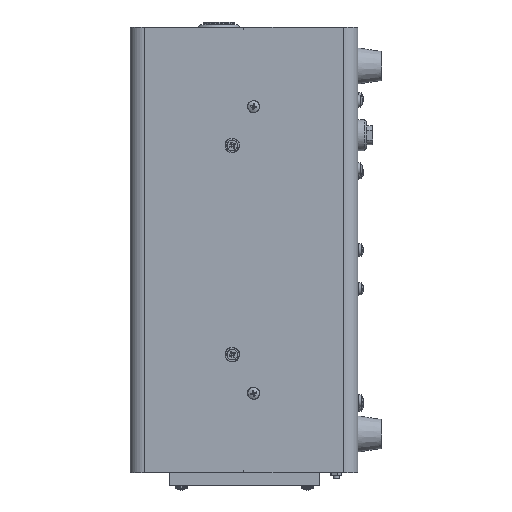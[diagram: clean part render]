
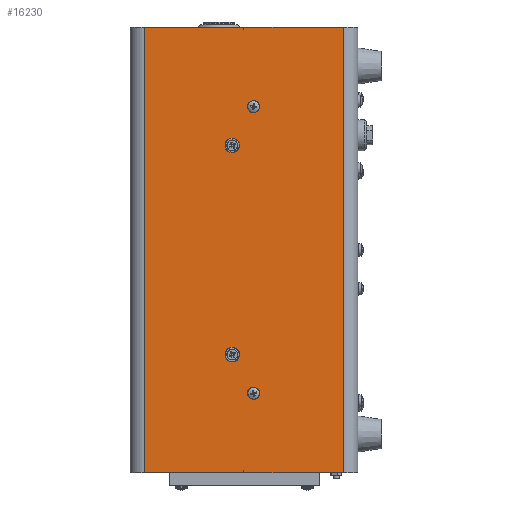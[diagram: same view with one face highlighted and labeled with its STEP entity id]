
A CAD part, left-side view. The second image highlights one B-rep face of the part: STEP entity #16230.
In plain terms, the highlighted planar face has unit normal (-1, 0, 0).
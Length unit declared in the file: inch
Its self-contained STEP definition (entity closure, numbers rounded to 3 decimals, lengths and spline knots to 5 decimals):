
#20 = CIRCLE ( 'NONE', #24257, 0.06 ) ;
#229 = CARTESIAN_POINT ( 'NONE',  ( -5.625, 3.24, 2.52178 ) ) ;
#332 = CARTESIAN_POINT ( 'NONE',  ( -5.625, 2.73517, -3.54914 ) ) ;
#454 = DIRECTION ( 'NONE',  ( 0., 0., -1. ) ) ;
#751 = VERTEX_POINT ( 'NONE', #1663 ) ;
#938 = CARTESIAN_POINT ( 'NONE',  ( -5.625, 2.94, -5.75 ) ) ;
#1085 = DIRECTION ( 'NONE',  ( -1., 0., 0. ) ) ;
#1323 = DIRECTION ( 'NONE',  ( 0., 0., 1. ) ) ;
#1442 = LINE ( 'NONE', #22539, #28130 ) ;
#1533 = CARTESIAN_POINT ( 'NONE',  ( -5.625, 3.24, -2.7 ) ) ;
#1599 = DIRECTION ( 'NONE',  ( -1., 0., 0. ) ) ;
#1663 = CARTESIAN_POINT ( 'NONE',  ( -5.625, 2.94, 5.69 ) ) ;
#1803 = AXIS2_PLACEMENT_3D ( 'NONE', #18407, #18399, #18374 ) ;
#1822 = CIRCLE ( 'NONE', #1803, 0.06 ) ;
#1846 = CARTESIAN_POINT ( 'NONE',  ( -5.625, 3., 5.69 ) ) ;
#2605 = CIRCLE ( 'NONE', #11174, 0.15748 ) ;
#2886 = DIRECTION ( 'NONE',  ( 0., 0., -1. ) ) ;
#3073 = EDGE_CURVE ( 'NONE', #21560, #21299, #1822, .T. ) ;
#3295 = VERTEX_POINT ( 'NONE', #16766 ) ;
#3415 = CARTESIAN_POINT ( 'NONE',  ( -5.625, 2.94, 5.75 ) ) ;
#3521 = EDGE_LOOP ( 'NONE', ( #27181, #27051, #11423, #26764, #26687, #26559, #26274, #26248, #25898, #25894 ) ) ;
#3547 = DIRECTION ( 'NONE',  ( 0., 0., -1. ) ) ;
#3555 = CARTESIAN_POINT ( 'NONE',  ( -5.625, 2.94, 5.75 ) ) ;
#4557 = DIRECTION ( 'NONE',  ( 0., -1., 0. ) ) ;
#4739 = CARTESIAN_POINT ( 'NONE',  ( -5.625, 2.94, 5.75 ) ) ;
#5190 = LINE ( 'NONE', #9637, #7325 ) ;
#6112 = VERTEX_POINT ( 'NONE', #20055 ) ;
#6599 = LINE ( 'NONE', #16760, #7271 ) ;
#6630 = VERTEX_POINT ( 'NONE', #11668 ) ;
#7067 = EDGE_CURVE ( 'NONE', #3295, #6112, #24269, .T. ) ;
#7271 = VECTOR ( 'NONE', #16245, 39.37008 ) ;
#7325 = VECTOR ( 'NONE', #9438, 39.37008 ) ;
#7474 = VECTOR ( 'NONE', #3547, 39.37008 ) ;
#8071 = VERTEX_POINT ( 'NONE', #332 ) ;
#8863 = AXIS2_PLACEMENT_3D ( 'NONE', #1533, #1085, #454 ) ;
#9345 = CIRCLE ( 'NONE', #20531, 0.17822 ) ;
#9438 = DIRECTION ( 'NONE',  ( 0., 0., 1. ) ) ;
#9637 = CARTESIAN_POINT ( 'NONE',  ( -5.625, 5.505, -5.75 ) ) ;
#9713 = EDGE_CURVE ( 'NONE', #11177, #6630, #1442, .T. ) ;
#10054 = DIRECTION ( 'NONE',  ( 0., 0., -1. ) ) ;
#10062 = DIRECTION ( 'NONE',  ( 1., 0., 0. ) ) ;
#10153 = CARTESIAN_POINT ( 'NONE',  ( -5.625, 3.24, 2.7 ) ) ;
#10420 = EDGE_CURVE ( 'NONE', #21299, #22372, #24487, .T. ) ;
#10443 = VECTOR ( 'NONE', #2886, 39.37008 ) ;
#11032 = CARTESIAN_POINT ( 'NONE',  ( -5.625, 3., 5.75 ) ) ;
#11174 = AXIS2_PLACEMENT_3D ( 'NONE', #21867, #21861, #21831 ) ;
#11177 = VERTEX_POINT ( 'NONE', #11032 ) ;
#11423 = ORIENTED_EDGE ( 'NONE', *, *, #7067, .F. ) ;
#11499 = VECTOR ( 'NONE', #4557, 39.37008 ) ;
#11668 = CARTESIAN_POINT ( 'NONE',  ( -5.625, 5.505, 5.75 ) ) ;
#11790 = CARTESIAN_POINT ( 'NONE',  ( -5.625, 0.375, 5.75 ) ) ;
#12292 = LINE ( 'NONE', #3415, #10443 ) ;
#12542 = EDGE_CURVE ( 'NONE', #751, #11177, #20, .T. ) ;
#13911 = CIRCLE ( 'NONE', #8863, 0.17822 ) ;
#14351 = AXIS2_PLACEMENT_3D ( 'NONE', #26480, #26257, #26220 ) ;
#15165 = VERTEX_POINT ( 'NONE', #20519 ) ;
#15248 = EDGE_CURVE ( 'NONE', #22372, #22765, #6599, .T. ) ;
#15386 = CARTESIAN_POINT ( 'NONE',  ( -5.625, 2.53393, 3.67898 ) ) ;
#15421 = EDGE_CURVE ( 'NONE', #28318, #28318, #9345, .T. ) ;
#15590 = EDGE_CURVE ( 'NONE', #3295, #751, #12292, .T. ) ;
#15966 = VERTEX_POINT ( 'NONE', #16054 ) ;
#16054 = CARTESIAN_POINT ( 'NONE',  ( -5.625, 3.24, -2.87822 ) ) ;
#16230 = ADVANCED_FACE ( 'NONE', ( #23550, #23898, #23572, #23527, #23631 ), #26445, .F. ) ;
#16245 = DIRECTION ( 'NONE',  ( 0., -1., 0. ) ) ;
#16760 = CARTESIAN_POINT ( 'NONE',  ( -5.625, 2.94, -5.75 ) ) ;
#16766 = CARTESIAN_POINT ( 'NONE',  ( -5.625, 2.94, 5.75 ) ) ;
#16837 = LINE ( 'NONE', #11790, #19290 ) ;
#18374 = DIRECTION ( 'NONE',  ( 0., 0., 1. ) ) ;
#18399 = DIRECTION ( 'NONE',  ( -1., 0., 0. ) ) ;
#18407 = CARTESIAN_POINT ( 'NONE',  ( -5.625, 3., -5.69 ) ) ;
#18536 = CARTESIAN_POINT ( 'NONE',  ( -5.625, 3., -5.75 ) ) ;
#19005 = EDGE_CURVE ( 'NONE', #21547, #21547, #2605, .T. ) ;
#19290 = VECTOR ( 'NONE', #29066, 39.37008 ) ;
#19463 = CARTESIAN_POINT ( 'NONE',  ( -5.625, 2.94, -5.75 ) ) ;
#19855 = EDGE_LOOP ( 'NONE', ( #27674 ) ) ;
#20055 = CARTESIAN_POINT ( 'NONE',  ( -5.625, 0.375, 5.75 ) ) ;
#20483 = DIRECTION ( 'NONE',  ( 0., 0.287, 0.958 ) ) ;
#20519 = CARTESIAN_POINT ( 'NONE',  ( -5.625, 5.505, -5.75 ) ) ;
#20531 = AXIS2_PLACEMENT_3D ( 'NONE', #10153, #10062, #10054 ) ;
#20612 = DIRECTION ( 'NONE',  ( -1., 0., 0. ) ) ;
#20641 = CIRCLE ( 'NONE', #28954, 0.15748 ) ;
#20652 = CARTESIAN_POINT ( 'NONE',  ( -5.625, 2.69, -3.7 ) ) ;
#21299 = VERTEX_POINT ( 'NONE', #22368 ) ;
#21527 = DIRECTION ( 'NONE',  ( 0., 1., 0. ) ) ;
#21547 = VERTEX_POINT ( 'NONE', #15386 ) ;
#21560 = VERTEX_POINT ( 'NONE', #18536 ) ;
#21699 = EDGE_LOOP ( 'NONE', ( #27982 ) ) ;
#21831 = DIRECTION ( 'NONE',  ( 0., -0.991, -0.133 ) ) ;
#21861 = DIRECTION ( 'NONE',  ( -1., 0., 0. ) ) ;
#21867 = CARTESIAN_POINT ( 'NONE',  ( -5.625, 2.69, 3.7 ) ) ;
#22368 = CARTESIAN_POINT ( 'NONE',  ( -5.625, 2.94, -5.69 ) ) ;
#22372 = VERTEX_POINT ( 'NONE', #938 ) ;
#22535 = DIRECTION ( 'NONE',  ( 0., 1., 0. ) ) ;
#22539 = CARTESIAN_POINT ( 'NONE',  ( -5.625, 2.94, 5.75 ) ) ;
#22765 = VERTEX_POINT ( 'NONE', #23405 ) ;
#22804 = EDGE_CURVE ( 'NONE', #8071, #8071, #20641, .T. ) ;
#23405 = CARTESIAN_POINT ( 'NONE',  ( -5.625, 0.375, -5.75 ) ) ;
#23527 = FACE_BOUND ( 'NONE', #19855, .T. ) ;
#23550 = FACE_BOUND ( 'NONE', #25363, .T. ) ;
#23572 = FACE_BOUND ( 'NONE', #26145, .T. ) ;
#23631 = FACE_OUTER_BOUND ( 'NONE', #3521, .T. ) ;
#23898 = FACE_BOUND ( 'NONE', #21699, .T. ) ;
#24257 = AXIS2_PLACEMENT_3D ( 'NONE', #1846, #1599, #1323 ) ;
#24269 = LINE ( 'NONE', #4739, #11499 ) ;
#24487 = LINE ( 'NONE', #3555, #7474 ) ;
#24521 = LINE ( 'NONE', #19463, #27590 ) ;
#25363 = EDGE_LOOP ( 'NONE', ( #28057 ) ) ;
#25649 = EDGE_CURVE ( 'NONE', #21560, #15165, #24521, .T. ) ;
#25894 = ORIENTED_EDGE ( 'NONE', *, *, #10420, .T. ) ;
#25898 = ORIENTED_EDGE ( 'NONE', *, *, #3073, .T. ) ;
#26145 = EDGE_LOOP ( 'NONE', ( #27716 ) ) ;
#26174 = EDGE_CURVE ( 'NONE', #15966, #15966, #13911, .T. ) ;
#26220 = DIRECTION ( 'NONE',  ( 0., 0., -1. ) ) ;
#26248 = ORIENTED_EDGE ( 'NONE', *, *, #25649, .F. ) ;
#26257 = DIRECTION ( 'NONE',  ( 1., 0., 0. ) ) ;
#26274 = ORIENTED_EDGE ( 'NONE', *, *, #28656, .F. ) ;
#26339 = EDGE_CURVE ( 'NONE', #6112, #22765, #16837, .T. ) ;
#26445 = PLANE ( 'NONE',  #14351 ) ;
#26480 = CARTESIAN_POINT ( 'NONE',  ( -5.625, 2.94, 5.75 ) ) ;
#26559 = ORIENTED_EDGE ( 'NONE', *, *, #9713, .T. ) ;
#26687 = ORIENTED_EDGE ( 'NONE', *, *, #12542, .T. ) ;
#26764 = ORIENTED_EDGE ( 'NONE', *, *, #15590, .T. ) ;
#27051 = ORIENTED_EDGE ( 'NONE', *, *, #26339, .F. ) ;
#27181 = ORIENTED_EDGE ( 'NONE', *, *, #15248, .T. ) ;
#27590 = VECTOR ( 'NONE', #21527, 39.37008 ) ;
#27674 = ORIENTED_EDGE ( 'NONE', *, *, #19005, .F. ) ;
#27716 = ORIENTED_EDGE ( 'NONE', *, *, #22804, .F. ) ;
#27982 = ORIENTED_EDGE ( 'NONE', *, *, #26174, .F. ) ;
#28057 = ORIENTED_EDGE ( 'NONE', *, *, #15421, .T. ) ;
#28130 = VECTOR ( 'NONE', #22535, 39.37008 ) ;
#28318 = VERTEX_POINT ( 'NONE', #229 ) ;
#28656 = EDGE_CURVE ( 'NONE', #15165, #6630, #5190, .T. ) ;
#28954 = AXIS2_PLACEMENT_3D ( 'NONE', #20652, #20612, #20483 ) ;
#29066 = DIRECTION ( 'NONE',  ( 0., 0., -1. ) ) ;
